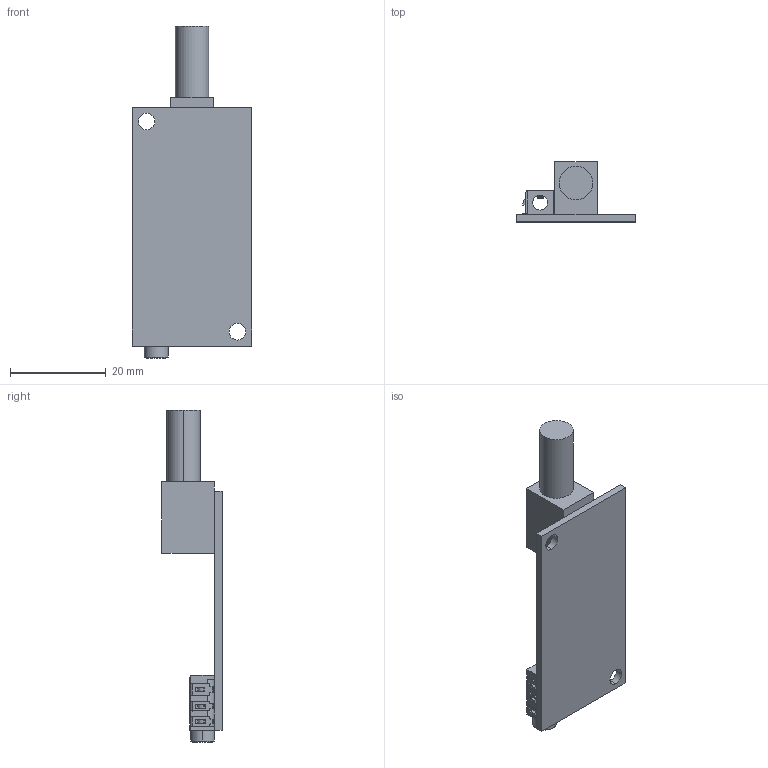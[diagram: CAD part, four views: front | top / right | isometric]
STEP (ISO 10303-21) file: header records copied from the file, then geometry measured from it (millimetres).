
FILE_DESCRIPTION (( 'STEP AP214' ), '1' );
FILE_NAME ('max4410 board ass''y.STEP', '2025-11-19T01:17:44', ( '' ), ( '' ), 'SwSTEP 2.0', 'SolidWorks 2024', '' );
FILE_SCHEMA (( 'AUTOMOTIVE_DESIGN' ));
Length unit declared in the file: millimetre
Products named in the file (3): max4410 board ass''y; Same_Sky_SJ3-35013A-SMT-TR; max4410 board
Assembly tree (2 placements, depth 2):
  max4410 board ass''y
    max4410 board
    Same_Sky_SJ3-35013A-SMT-TR
Bounding box: 25 x 12.6 x 69.5 mm (x, y, z)
Volume: 4245.1 mm3; surface area: 4431.8 mm2
Topology: 6 solids, 6 shells, 363 faces, 1002 edges, 656 vertices
Faces by surface type: plane 243, cylinder 103, bspline 7, torus 6, cone 4
Entity records: 12200 total; most frequent: CARTESIAN_POINT 2790, ORIENTED_EDGE 2002, DIRECTION 1827, EDGE_CURVE 1001, LINE 755, VECTOR 755, VERTEX_POINT 656, AXIS2_PLACEMENT_3D 536
